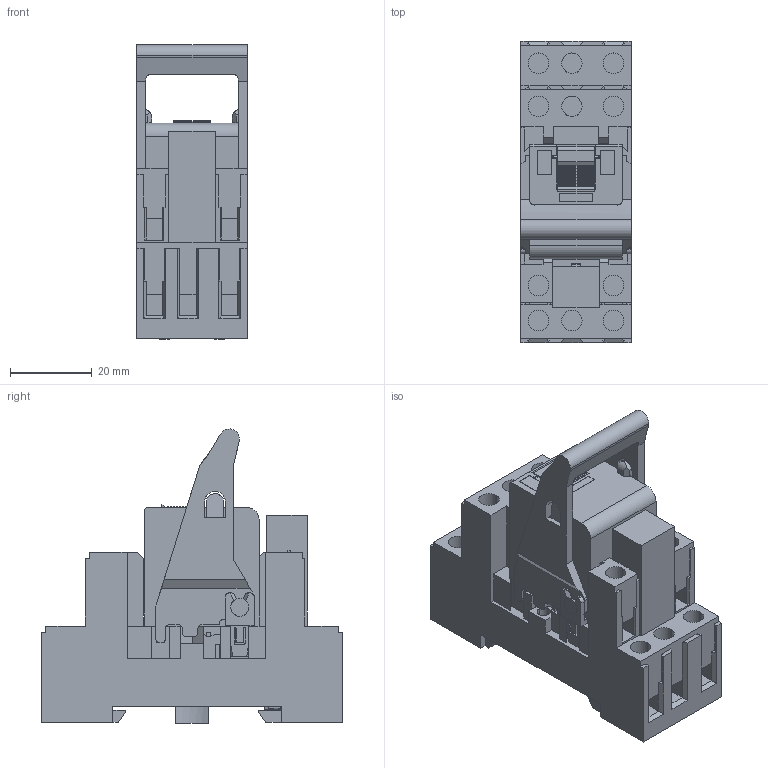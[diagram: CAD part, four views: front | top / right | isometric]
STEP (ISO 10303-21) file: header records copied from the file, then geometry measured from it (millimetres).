
FILE_DESCRIPTION(('CATIA V5 STEP Exchange','CAx-IF Rec.Pracs.--- Model Styling and Organization---1.5--- 2016-08-15','CAx-IF Rec.Pracs.---Supplemental Geometry---1.0---2011-11-01','CAx-IF Rec.Pracs.--- Composite Materials ---1.1---2010-07-15'),'2;1');
FILE_NAME ('7839053_5', '2025-09-23T06:45:25+00:00', ('none'), ('Weidmueller'), 'CATIA Version 5-6 Release 2024 SP4', 'CATIA V5 STEP AP214 v3', 'none');
FILE_SCHEMA(('AUTOMOTIVE_DESIGN { 1 0 10303 214 1 1 1 1 }'));
Length unit declared in the file: millimetre
Products named in the file (1): S3D_RCMKIT_I_24VDC_3CO_LD
Bounding box: 27 x 73.5 x 71.74 mm (x, y, z)
Volume: 70613.3 mm3; surface area: 26487.5 mm2
Topology: 19 solids, 19 shells, 894 faces, 2436 edges, 1618 vertices
Faces by surface type: plane 715, cylinder 150, cone 10, bspline 8, torus 6, extrusion 5
Entity records: 26873 total; most frequent: CARTESIAN_POINT 5908, ORIENTED_EDGE 4872, DIRECTION 3359, EDGE_CURVE 2436, VECTOR 2043, LINE 2038, VERTEX_POINT 1618, EDGE_LOOP 944
